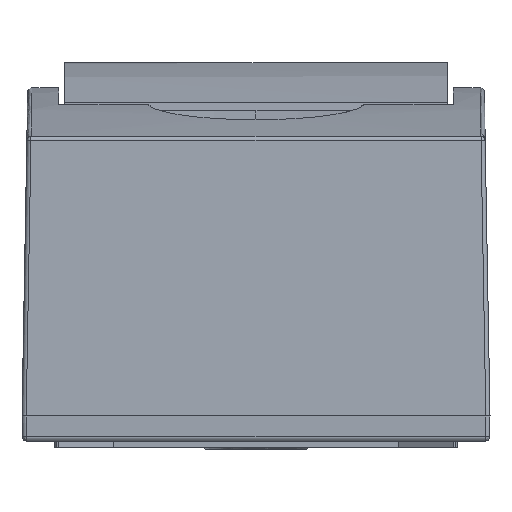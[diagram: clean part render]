
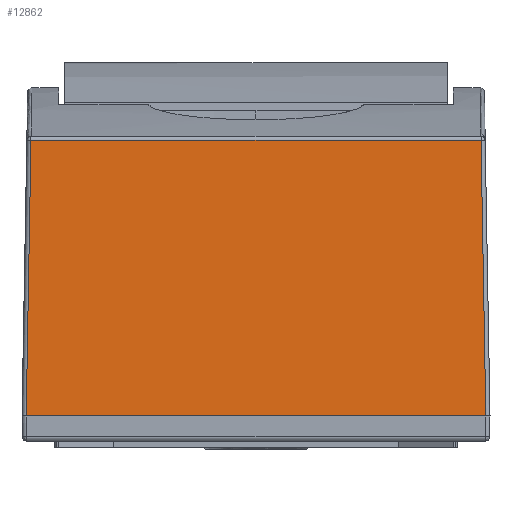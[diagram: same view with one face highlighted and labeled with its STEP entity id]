
A CAD part, front view. The second image highlights one B-rep face of the part: STEP entity #12862.
In plain terms, the highlighted planar face has unit normal (0, -1, 0.018).
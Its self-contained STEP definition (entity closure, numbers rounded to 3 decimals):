
#3808 = VERTEX_POINT ( 'NONE', #16264 ) ;
#4321 = ORIENTED_EDGE ( 'NONE', *, *, #32134, .T. ) ;
#4353 = DIRECTION ( 'NONE',  ( 0., -0.017, -1. ) ) ;
#4494 = DIRECTION ( 'NONE',  ( 0., -1., 0.017 ) ) ;
#4787 = PLANE ( 'NONE',  #20112 ) ;
#5231 = CARTESIAN_POINT ( 'NONE',  ( 80.485, -108.1, -14. ) ) ;
#5401 = CARTESIAN_POINT ( 'NONE',  ( 79.485, -108.1, -14. ) ) ;
#5550 = CARTESIAN_POINT ( 'NONE',  ( 78.333, -106.948, 51.989 ) ) ;
#7975 = ORIENTED_EDGE ( 'NONE', *, *, #11206, .F. ) ;
#8152 = CARTESIAN_POINT ( 'NONE',  ( -30.482, -108.066, -12.064 ) ) ;
#11206 = EDGE_CURVE ( 'NONE', #19464, #3808, #42594, .T. ) ;
#11829 = CARTESIAN_POINT ( 'NONE',  ( -30.515, -108.1, -14. ) ) ;
#12862 = ADVANCED_FACE ( 'NONE', ( #29168 ), #4787, .T. ) ;
#14270 = ORIENTED_EDGE ( 'NONE', *, *, #34057, .T. ) ;
#16063 = VECTOR ( 'NONE', #30028, 1000. ) ;
#16264 = CARTESIAN_POINT ( 'NONE',  ( -29.364, -106.948, 51.989 ) ) ;
#19464 = VERTEX_POINT ( 'NONE', #11829 ) ;
#20112 = AXIS2_PLACEMENT_3D ( 'NONE', #5231, #4494, #4353 ) ;
#22201 = DIRECTION ( 'NONE',  ( -1., 0., 0. ) ) ;
#22472 = DIRECTION ( 'NONE',  ( -0.017, 0.017, 1. ) ) ;
#25159 = LINE ( 'NONE', #43400, #16063 ) ;
#26304 = VECTOR ( 'NONE', #22201, 1000. ) ;
#26531 = VECTOR ( 'NONE', #22472, 1000. ) ;
#26919 = EDGE_LOOP ( 'NONE', ( #14270, #7975, #27723, #4321 ) ) ;
#27723 = ORIENTED_EDGE ( 'NONE', *, *, #42714, .T. ) ;
#29168 = FACE_OUTER_BOUND ( 'NONE', #26919, .T. ) ;
#30028 = DIRECTION ( 'NONE',  ( 1., 0., 0. ) ) ;
#32134 = EDGE_CURVE ( 'NONE', #35445, #36010, #33440, .T. ) ;
#32364 = CARTESIAN_POINT ( 'NONE',  ( 80.485, -106.948, 51.989 ) ) ;
#33440 = LINE ( 'NONE', #5401, #26531 ) ;
#33568 = VECTOR ( 'NONE', #42743, 1000. ) ;
#34057 = EDGE_CURVE ( 'NONE', #36010, #3808, #36906, .T. ) ;
#35445 = VERTEX_POINT ( 'NONE', #42948 ) ;
#36010 = VERTEX_POINT ( 'NONE', #5550 ) ;
#36906 = LINE ( 'NONE', #32364, #26304 ) ;
#42594 = LINE ( 'NONE', #8152, #33568 ) ;
#42714 = EDGE_CURVE ( 'NONE', #19464, #35445, #25159, .T. ) ;
#42743 = DIRECTION ( 'NONE',  ( 0.017, 0.017, 1. ) ) ;
#42948 = CARTESIAN_POINT ( 'NONE',  ( 79.485, -108.1, -14. ) ) ;
#43400 = CARTESIAN_POINT ( 'NONE',  ( 80.485, -108.1, -14. ) ) ;
